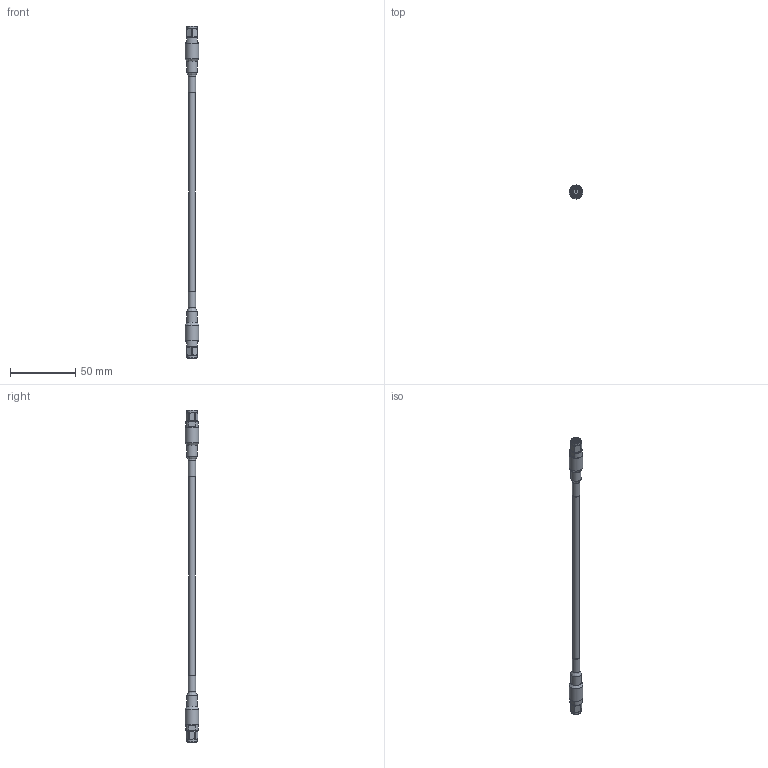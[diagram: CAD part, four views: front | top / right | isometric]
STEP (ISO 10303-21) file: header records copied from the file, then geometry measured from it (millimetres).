
FILE_DESCRIPTION (( 'STEP AP203' ), '1' );
FILE_NAME ('PE341_3D.step', '2021-02-11T19:02:33', ( '' ), ( '' ), 'SwSTEP 2.0', 'SolidWorks 2018', '' );
FILE_SCHEMA (( 'CONFIG_CONTROL_DESIGN' ));
Length unit declared in the file: inch
Products named in the file (3): PE-P142LL^PE341_PE-P142LL; PE341_3D; PE44826^PE341_Heat Shrink
Assembly tree (3 placements, depth 2):
  PE341_3D
    PE-P142LL^PE341_PE-P142LL
    PE44826^PE341_Heat Shrink  x2
Bounding box: 10.41 x 10.41 x 254.74 mm (x, y, z)
Volume: 8226.9 mm3; surface area: 5710 mm2
Topology: 3 solids, 3 shells, 115 faces, 297 edges, 202 vertices
Faces by surface type: cylinder 45, plane 40, cone 18, bspline 12
Full cylindrical faces by diameter (mm): 0.94 x2, 1.194 x2, 4.445 x2, 4.953 x1, 5.715 x2, 6.281 x2, 6.35 x12, 7.762 x2, 8.026 x2, 9.398 x2, 10.414 x2
Entity records: 4045 total; most frequent: CARTESIAN_POINT 2552, ORIENTED_EDGE 244, DIRECTION 218, EDGE_CURVE 122, VERTEX_POINT 98, AXIS2_PLACEMENT_3D 98, EDGE_LOOP 78, FACE_OUTER_BOUND 67
